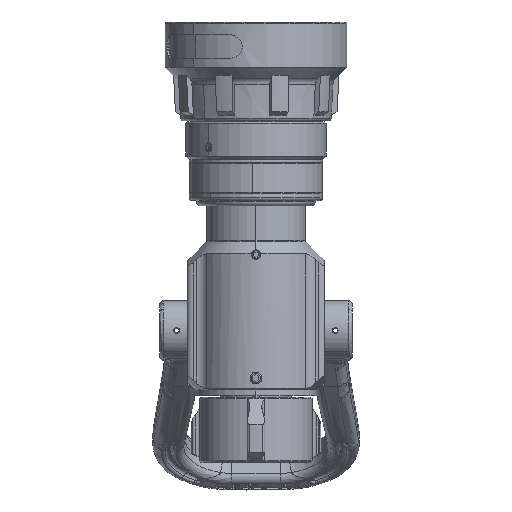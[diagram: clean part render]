
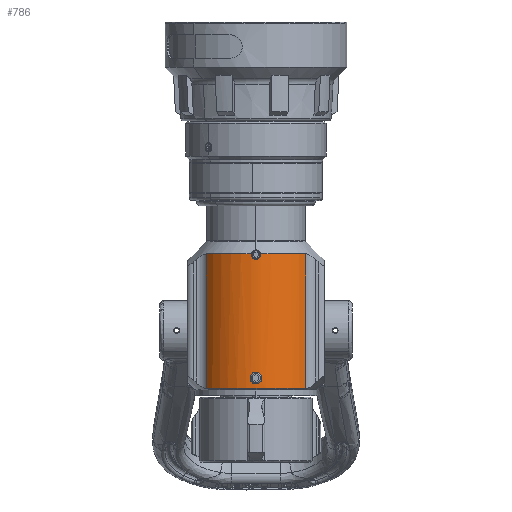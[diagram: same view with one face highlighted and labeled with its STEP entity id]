
A CAD part, front view. The second image highlights one B-rep face of the part: STEP entity #786.
In plain terms, the highlighted cylindrical face has radius 33.337 mm (diameter 66.675 mm), a partial arc.
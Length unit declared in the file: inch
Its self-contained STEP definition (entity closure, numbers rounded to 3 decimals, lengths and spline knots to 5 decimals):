
#21=CARTESIAN_POINT('',(-0.1005,-1.30865,1.59375));
#22=CARTESIAN_POINT('',(-0.1005,-1.30865,1.58395));
#23=CARTESIAN_POINT('',(-0.09776,-1.30886,1.5652));
#24=CARTESIAN_POINT('',(-0.08572,-1.30973,1.53867));
#25=CARTESIAN_POINT('',(-0.06671,-1.31086,1.51676));
#26=CARTESIAN_POINT('',(-0.04229,-1.31191,1.50107));
#27=CARTESIAN_POINT('',(-0.01448,-1.31253,1.49291));
#28=CARTESIAN_POINT('',(0.01448,-1.31253,1.49291));
#29=CARTESIAN_POINT('',(0.04229,-1.31191,1.50107));
#30=CARTESIAN_POINT('',(0.06672,-1.31086,1.51676));
#31=CARTESIAN_POINT('',(0.08572,-1.30973,1.53867));
#32=CARTESIAN_POINT('',(0.09776,-1.30886,1.5652));
#33=CARTESIAN_POINT('',(0.1005,-1.30865,1.58395));
#34=CARTESIAN_POINT('',(0.1005,-1.30865,1.59375));
#36=CARTESIAN_POINT('',(0.09918,-1.30875,1.61));
#37=CARTESIAN_POINT('',(0.09962,-1.30871,1.60731));
#38=CARTESIAN_POINT('',(0.10028,-1.30866,1.60191));
#39=CARTESIAN_POINT('',(0.1005,-1.30865,1.59648));
#40=CARTESIAN_POINT('',(0.1005,-1.30865,1.59375));
#42=CARTESIAN_POINT('',(0.,0.,1.61));
#43=DIRECTION('',(0.,0.,1.));
#44=DIRECTION('',(0.076,-0.997,0.));
#45=AXIS2_PLACEMENT_3D('',#42,#43,#44);
#47=CARTESIAN_POINT('',(0.,0.,-1.219));
#48=DIRECTION('',(0.,0.,1.));
#49=DIRECTION('',(0.,-1.,0.));
#50=AXIS2_PLACEMENT_3D('',#47,#48,#49);
#52=CARTESIAN_POINT('',(0.,0.,-1.219));
#53=DIRECTION('',(0.,0.,1.));
#54=DIRECTION('',(-0.8,-0.6,0.));
#55=AXIS2_PLACEMENT_3D('',#52,#53,#54);
#57=DIRECTION('',(0.,0.,1.));
#58=VECTOR('',#57,2.829);
#59=CARTESIAN_POINT('',(-1.05,-0.7875,-1.219));
#60=LINE('',#59,#58);
#61=CARTESIAN_POINT('',(0.,0.,1.61));
#62=DIRECTION('',(0.,0.,1.));
#63=DIRECTION('',(-0.8,-0.6,0.));
#64=AXIS2_PLACEMENT_3D('',#61,#62,#63);
#66=CARTESIAN_POINT('',(-0.1005,-1.30865,1.59375));
#67=CARTESIAN_POINT('',(-0.1005,-1.30865,1.59648));
#68=CARTESIAN_POINT('',(-0.10028,-1.30866,1.60192));
#69=CARTESIAN_POINT('',(-0.09962,-1.30871,1.60731));
#70=CARTESIAN_POINT('',(-0.09918,-1.30875,1.61));
#72=CARTESIAN_POINT('',(-0.1005,-1.30865,-1.));
#73=CARTESIAN_POINT('',(-0.1005,-1.30865,-1.0098));
#74=CARTESIAN_POINT('',(-0.09776,-1.30886,
-1.02855));
#75=CARTESIAN_POINT('',(-0.08572,-1.30973,
-1.05508));
#76=CARTESIAN_POINT('',(-0.06671,-1.31086,
-1.07699));
#77=CARTESIAN_POINT('',(-0.04229,-1.31191,
-1.09268));
#78=CARTESIAN_POINT('',(-0.01448,-1.31253,
-1.10084));
#79=CARTESIAN_POINT('',(0.01448,-1.31253,-1.10084));
#80=CARTESIAN_POINT('',(0.04229,-1.31191,-1.09268));
#81=CARTESIAN_POINT('',(0.06672,-1.31086,-1.07699));
#82=CARTESIAN_POINT('',(0.08572,-1.30973,-1.05508));
#83=CARTESIAN_POINT('',(0.09776,-1.30886,-1.02855));
#84=CARTESIAN_POINT('',(0.1005,-1.30865,-1.0098));
#85=CARTESIAN_POINT('',(0.1005,-1.30865,-1.));
#87=CARTESIAN_POINT('',(0.1005,-1.30865,-1.));
#88=CARTESIAN_POINT('',(0.1005,-1.30865,-0.9902));
#89=CARTESIAN_POINT('',(0.09776,-1.30886,
-0.97145));
#90=CARTESIAN_POINT('',(0.08572,-1.30973,
-0.94492));
#91=CARTESIAN_POINT('',(0.06671,-1.31086,
-0.92301));
#92=CARTESIAN_POINT('',(0.04229,-1.31191,
-0.90732));
#93=CARTESIAN_POINT('',(0.01448,-1.31253,
-0.89916));
#94=CARTESIAN_POINT('',(-0.01448,-1.31253,
-0.89916));
#95=CARTESIAN_POINT('',(-0.04229,-1.31191,
-0.90732));
#96=CARTESIAN_POINT('',(-0.06672,-1.31086,
-0.92301));
#97=CARTESIAN_POINT('',(-0.08572,-1.30973,
-0.94492));
#98=CARTESIAN_POINT('',(-0.09776,-1.30886,
-0.97145));
#99=CARTESIAN_POINT('',(-0.1005,-1.30865,-0.9902));
#100=CARTESIAN_POINT('',(-0.1005,-1.30865,-1.));
#109=CARTESIAN_POINT('',(1.05,-0.7875,1.61));
#120=DIRECTION('',(0.,0.,1.));
#121=VECTOR('',#120,2.829);
#122=CARTESIAN_POINT('',(1.05,-0.7875,-1.219));
#123=LINE('',#122,#121);
#308=CARTESIAN_POINT('',(-1.05,-0.7875,1.61));
#638=CARTESIAN_POINT('',(-1.05,-0.7875,-1.219));
#639=CARTESIAN_POINT('',(0.,-1.3125,-1.219));
#640=VERTEX_POINT('',#638);
#641=VERTEX_POINT('',#639);
#642=CARTESIAN_POINT('',(1.05,-0.7875,-1.219));
#643=VERTEX_POINT('',#642);
#645=VERTEX_POINT('',#109);
#665=VERTEX_POINT('',#308);
#726=VERTEX_POINT('',#21);
#727=VERTEX_POINT('',#34);
#728=VERTEX_POINT('',#70);
#729=VERTEX_POINT('',#36);
#735=VERTEX_POINT('',#72);
#736=VERTEX_POINT('',#85);
#755=CARTESIAN_POINT('',(0.,0.,-1.25));
#756=DIRECTION('',(0.,0.,1.));
#757=DIRECTION('',(1.,0.,0.));
#758=AXIS2_PLACEMENT_3D('',#755,#756,#757);
#759=CYLINDRICAL_SURFACE('',#758,1.3125);
#761=ORIENTED_EDGE('',*,*,#760,.T.);
#763=ORIENTED_EDGE('',*,*,#762,.F.);
#765=ORIENTED_EDGE('',*,*,#764,.T.);
#767=ORIENTED_EDGE('',*,*,#766,.F.);
#769=ORIENTED_EDGE('',*,*,#768,.F.);
#771=ORIENTED_EDGE('',*,*,#770,.F.);
#773=ORIENTED_EDGE('',*,*,#772,.T.);
#775=ORIENTED_EDGE('',*,*,#774,.T.);
#777=ORIENTED_EDGE('',*,*,#776,.F.);
#778=EDGE_LOOP('',(#761,#763,#765,#767,#769,#771,#773,#775,#777));
#779=FACE_OUTER_BOUND('',#778,.F.);
#781=ORIENTED_EDGE('',*,*,#780,.T.);
#783=ORIENTED_EDGE('',*,*,#782,.T.);
#784=EDGE_LOOP('',(#781,#783));
#785=FACE_BOUND('',#784,.F.);
#35=B_SPLINE_CURVE_WITH_KNOTS('',3,(#21,#22,#23,#24,#25,#26,#27,#28,#29,#30,#31,
#32,#33,#34),.UNSPECIFIED.,.F.,.F.,(4,1,1,1,1,1,1,1,1,1,1,4),(0.,
0.09091,0.18182,0.27273,0.36364,
0.45455,0.54545,0.63636,0.72727,
0.81818,0.90909,1.),.UNSPECIFIED.);
#41=B_SPLINE_CURVE_WITH_KNOTS('',3,(#36,#37,#38,#39,#40),.UNSPECIFIED.,.F.,.F.,(
4,1,4),(0.,0.5,1.),.UNSPECIFIED.);
#46=CIRCLE('',#45,1.3125);
#51=CIRCLE('',#50,1.3125);
#56=CIRCLE('',#55,1.3125);
#65=CIRCLE('',#64,1.3125);
#71=B_SPLINE_CURVE_WITH_KNOTS('',3,(#66,#67,#68,#69,#70),.UNSPECIFIED.,.F.,.F.,(
4,1,4),(0.,0.5,1.),.UNSPECIFIED.);
#86=B_SPLINE_CURVE_WITH_KNOTS('',3,(#72,#73,#74,#75,#76,#77,#78,#79,#80,#81,#82,
#83,#84,#85),.UNSPECIFIED.,.F.,.F.,(4,1,1,1,1,1,1,1,1,1,1,4),(0.,
0.09091,0.18182,0.27273,0.36364,
0.45455,0.54545,0.63636,0.72727,
0.81818,0.90909,1.),.UNSPECIFIED.);
#101=B_SPLINE_CURVE_WITH_KNOTS('',3,(#87,#88,#89,#90,#91,#92,#93,#94,#95,#96,
#97,#98,#99,#100),.UNSPECIFIED.,.F.,.F.,(4,1,1,1,1,1,1,1,1,1,1,4),(0.,
0.09091,0.18182,0.27273,0.36364,
0.45455,0.54545,0.63636,0.72727,
0.81818,0.90909,1.),.UNSPECIFIED.);
#760=EDGE_CURVE('',#726,#727,#35,.T.);
#762=EDGE_CURVE('',#729,#727,#41,.T.);
#764=EDGE_CURVE('',#729,#645,#46,.T.);
#766=EDGE_CURVE('',#643,#645,#123,.T.);
#768=EDGE_CURVE('',#641,#643,#51,.T.);
#770=EDGE_CURVE('',#640,#641,#56,.T.);
#772=EDGE_CURVE('',#640,#665,#60,.T.);
#774=EDGE_CURVE('',#665,#728,#65,.T.);
#776=EDGE_CURVE('',#726,#728,#71,.T.);
#780=EDGE_CURVE('',#735,#736,#86,.T.);
#782=EDGE_CURVE('',#736,#735,#101,.T.);
#786=ADVANCED_FACE('',(#779,#785),#759,.T.);
